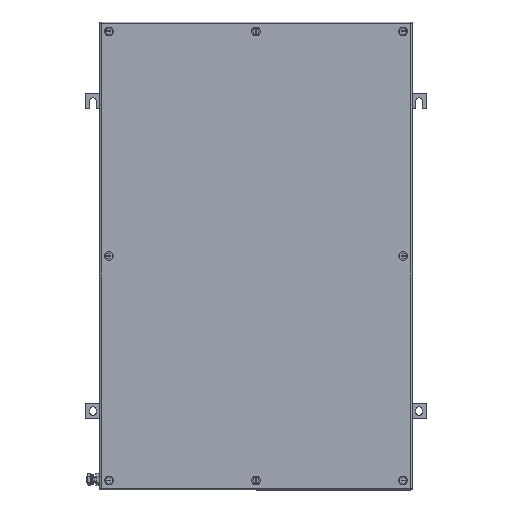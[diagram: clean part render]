
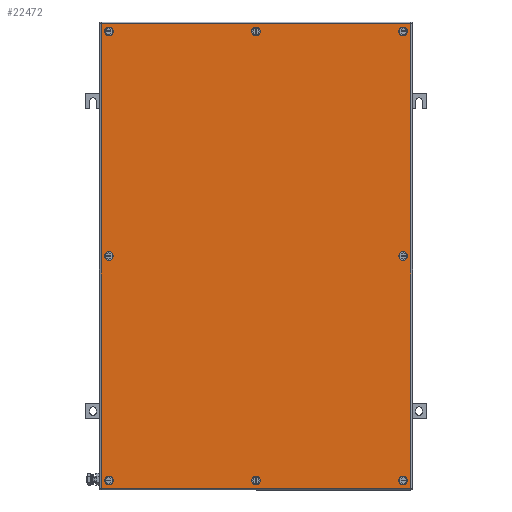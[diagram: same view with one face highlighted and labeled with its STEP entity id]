
A CAD part, top view. The second image highlights one B-rep face of the part: STEP entity #22472.
In plain terms, the highlighted planar face has unit normal (0, 0, 1).
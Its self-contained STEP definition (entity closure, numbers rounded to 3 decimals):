
#22274=AXIS2_PLACEMENT_3D('Circle Axis2P3D',#22272,#22273,$) ;
#22301=AXIS2_PLACEMENT_3D('Plane Axis2P3D',#22298,#22299,#22300) ;
#22339=AXIS2_PLACEMENT_3D('Circle Axis2P3D',#22337,#22338,$) ;
#22348=AXIS2_PLACEMENT_3D('Circle Axis2P3D',#22346,#22347,$) ;
#22357=AXIS2_PLACEMENT_3D('Circle Axis2P3D',#22355,#22356,$) ;
#22366=AXIS2_PLACEMENT_3D('Circle Axis2P3D',#22364,#22365,$) ;
#22375=AXIS2_PLACEMENT_3D('Circle Axis2P3D',#22373,#22374,$) ;
#22384=AXIS2_PLACEMENT_3D('Circle Axis2P3D',#22382,#22383,$) ;
#22393=AXIS2_PLACEMENT_3D('Circle Axis2P3D',#22391,#22392,$) ;
#22402=AXIS2_PLACEMENT_3D('Circle Axis2P3D',#22400,#22401,$) ;
#22411=AXIS2_PLACEMENT_3D('Circle Axis2P3D',#22409,#22410,$) ;
#22420=AXIS2_PLACEMENT_3D('Circle Axis2P3D',#22418,#22419,$) ;
#22429=AXIS2_PLACEMENT_3D('Circle Axis2P3D',#22427,#22428,$) ;
#22438=AXIS2_PLACEMENT_3D('Circle Axis2P3D',#22436,#22437,$) ;
#22447=AXIS2_PLACEMENT_3D('Circle Axis2P3D',#22445,#22446,$) ;
#22456=AXIS2_PLACEMENT_3D('Circle Axis2P3D',#22454,#22455,$) ;
#22465=AXIS2_PLACEMENT_3D('Circle Axis2P3D',#22463,#22464,$) ;
#22269=CARTESIAN_POINT('Vertex',(276.,15.,153.5)) ;
#22272=CARTESIAN_POINT('Axis2P3D Location',(279.5,15.,153.5)) ;
#22276=CARTESIAN_POINT('Vertex',(283.,15.,153.5)) ;
#22298=CARTESIAN_POINT('Axis2P3D Location',(279.5,383.5,153.5)) ;
#22303=CARTESIAN_POINT('Line Origine',(279.5,764.,153.5)) ;
#22307=CARTESIAN_POINT('Vertex',(533.,764.,153.5)) ;
#22309=CARTESIAN_POINT('Vertex',(26.,764.,153.5)) ;
#22312=CARTESIAN_POINT('Line Origine',(26.,383.5,153.5)) ;
#22316=CARTESIAN_POINT('Vertex',(26.,3.,153.5)) ;
#22319=CARTESIAN_POINT('Line Origine',(279.5,3.,153.5)) ;
#22323=CARTESIAN_POINT('Vertex',(533.,3.,153.5)) ;
#22326=CARTESIAN_POINT('Line Origine',(533.,383.5,153.5)) ;
#22337=CARTESIAN_POINT('Axis2P3D Location',(279.5,15.,153.5)) ;
#22346=CARTESIAN_POINT('Axis2P3D Location',(279.5,752.,153.5)) ;
#22350=CARTESIAN_POINT('Vertex',(283.,752.,153.5)) ;
#22352=CARTESIAN_POINT('Vertex',(276.,752.,153.5)) ;
#22355=CARTESIAN_POINT('Axis2P3D Location',(279.5,752.,153.5)) ;
#22364=CARTESIAN_POINT('Axis2P3D Location',(38.,383.5,153.5)) ;
#22368=CARTESIAN_POINT('Vertex',(34.5,383.5,153.5)) ;
#22370=CARTESIAN_POINT('Vertex',(41.5,383.5,153.5)) ;
#22373=CARTESIAN_POINT('Axis2P3D Location',(38.,383.5,153.5)) ;
#22382=CARTESIAN_POINT('Axis2P3D Location',(521.,383.5,153.5)) ;
#22386=CARTESIAN_POINT('Vertex',(524.5,383.5,153.5)) ;
#22388=CARTESIAN_POINT('Vertex',(517.5,383.5,153.5)) ;
#22391=CARTESIAN_POINT('Axis2P3D Location',(521.,383.5,153.5)) ;
#22400=CARTESIAN_POINT('Axis2P3D Location',(38.,752.,153.5)) ;
#22404=CARTESIAN_POINT('Vertex',(34.5,752.,153.5)) ;
#22406=CARTESIAN_POINT('Vertex',(41.5,752.,153.5)) ;
#22409=CARTESIAN_POINT('Axis2P3D Location',(38.,752.,153.5)) ;
#22418=CARTESIAN_POINT('Axis2P3D Location',(38.,15.,153.5)) ;
#22422=CARTESIAN_POINT('Vertex',(34.5,15.,153.5)) ;
#22424=CARTESIAN_POINT('Vertex',(41.5,15.,153.5)) ;
#22427=CARTESIAN_POINT('Axis2P3D Location',(38.,15.,153.5)) ;
#22436=CARTESIAN_POINT('Axis2P3D Location',(521.,15.,153.5)) ;
#22440=CARTESIAN_POINT('Vertex',(524.5,15.,153.5)) ;
#22442=CARTESIAN_POINT('Vertex',(517.5,15.,153.5)) ;
#22445=CARTESIAN_POINT('Axis2P3D Location',(521.,15.,153.5)) ;
#22454=CARTESIAN_POINT('Axis2P3D Location',(521.,752.,153.5)) ;
#22458=CARTESIAN_POINT('Vertex',(524.5,752.,153.5)) ;
#22460=CARTESIAN_POINT('Vertex',(517.5,752.,153.5)) ;
#22463=CARTESIAN_POINT('Axis2P3D Location',(521.,752.,153.5)) ;
#22273=DIRECTION('Axis2P3D Direction',(0.,0.,1.)) ;
#22299=DIRECTION('Axis2P3D Direction',(0.,0.,1.)) ;
#22300=DIRECTION('Axis2P3D XDirection',(1.,0.,0.)) ;
#22304=DIRECTION('Vector Direction',(1.,0.,0.)) ;
#22313=DIRECTION('Vector Direction',(0.,-1.,0.)) ;
#22320=DIRECTION('Vector Direction',(1.,0.,0.)) ;
#22327=DIRECTION('Vector Direction',(0.,1.,0.)) ;
#22338=DIRECTION('Axis2P3D Direction',(0.,0.,1.)) ;
#22347=DIRECTION('Axis2P3D Direction',(0.,0.,1.)) ;
#22356=DIRECTION('Axis2P3D Direction',(0.,0.,1.)) ;
#22365=DIRECTION('Axis2P3D Direction',(0.,0.,1.)) ;
#22374=DIRECTION('Axis2P3D Direction',(0.,0.,1.)) ;
#22383=DIRECTION('Axis2P3D Direction',(0.,0.,1.)) ;
#22392=DIRECTION('Axis2P3D Direction',(0.,0.,1.)) ;
#22401=DIRECTION('Axis2P3D Direction',(0.,0.,1.)) ;
#22410=DIRECTION('Axis2P3D Direction',(0.,0.,1.)) ;
#22419=DIRECTION('Axis2P3D Direction',(0.,0.,1.)) ;
#22428=DIRECTION('Axis2P3D Direction',(0.,0.,1.)) ;
#22437=DIRECTION('Axis2P3D Direction',(0.,0.,1.)) ;
#22446=DIRECTION('Axis2P3D Direction',(0.,0.,1.)) ;
#22455=DIRECTION('Axis2P3D Direction',(0.,0.,1.)) ;
#22464=DIRECTION('Axis2P3D Direction',(0.,0.,1.)) ;
#22305=VECTOR('Line Direction',#22304,1.) ;
#22314=VECTOR('Line Direction',#22313,1.) ;
#22321=VECTOR('Line Direction',#22320,1.) ;
#22328=VECTOR('Line Direction',#22327,1.) ;
#22332=ORIENTED_EDGE('',*,*,#22311,.T.) ;
#22333=ORIENTED_EDGE('',*,*,#22318,.T.) ;
#22334=ORIENTED_EDGE('',*,*,#22325,.T.) ;
#22335=ORIENTED_EDGE('',*,*,#22330,.T.) ;
#22343=ORIENTED_EDGE('',*,*,#22341,.F.) ;
#22344=ORIENTED_EDGE('',*,*,#22278,.F.) ;
#22361=ORIENTED_EDGE('',*,*,#22354,.F.) ;
#22362=ORIENTED_EDGE('',*,*,#22359,.F.) ;
#22379=ORIENTED_EDGE('',*,*,#22372,.F.) ;
#22380=ORIENTED_EDGE('',*,*,#22377,.F.) ;
#22397=ORIENTED_EDGE('',*,*,#22390,.F.) ;
#22398=ORIENTED_EDGE('',*,*,#22395,.F.) ;
#22415=ORIENTED_EDGE('',*,*,#22408,.F.) ;
#22416=ORIENTED_EDGE('',*,*,#22413,.F.) ;
#22433=ORIENTED_EDGE('',*,*,#22426,.F.) ;
#22434=ORIENTED_EDGE('',*,*,#22431,.F.) ;
#22451=ORIENTED_EDGE('',*,*,#22444,.F.) ;
#22452=ORIENTED_EDGE('',*,*,#22449,.F.) ;
#22469=ORIENTED_EDGE('',*,*,#22462,.F.) ;
#22470=ORIENTED_EDGE('',*,*,#22467,.F.) ;
#22345=FACE_BOUND('',#22342,.T.) ;
#22363=FACE_BOUND('',#22360,.T.) ;
#22381=FACE_BOUND('',#22378,.T.) ;
#22399=FACE_BOUND('',#22396,.T.) ;
#22417=FACE_BOUND('',#22414,.T.) ;
#22435=FACE_BOUND('',#22432,.T.) ;
#22453=FACE_BOUND('',#22450,.T.) ;
#22471=FACE_BOUND('',#22468,.T.) ;
#22472=ADVANCED_FACE('ZUB_DE_KTB_FS.1\\DE_KTB_MH_PART_MASTER.1\\Koerper.2',(#22336,#22345,#22363,#22381,#22399,#22417,#22435,#22453,#22471),#22302,.T.) ;
#22275=CIRCLE('generated circle',#22274,3.5) ;
#22340=CIRCLE('generated circle',#22339,3.5) ;
#22349=CIRCLE('generated circle',#22348,3.5) ;
#22358=CIRCLE('generated circle',#22357,3.5) ;
#22367=CIRCLE('generated circle',#22366,3.5) ;
#22376=CIRCLE('generated circle',#22375,3.5) ;
#22385=CIRCLE('generated circle',#22384,3.5) ;
#22394=CIRCLE('generated circle',#22393,3.5) ;
#22403=CIRCLE('generated circle',#22402,3.5) ;
#22412=CIRCLE('generated circle',#22411,3.5) ;
#22421=CIRCLE('generated circle',#22420,3.5) ;
#22430=CIRCLE('generated circle',#22429,3.5) ;
#22439=CIRCLE('generated circle',#22438,3.5) ;
#22448=CIRCLE('generated circle',#22447,3.5) ;
#22457=CIRCLE('generated circle',#22456,3.5) ;
#22466=CIRCLE('generated circle',#22465,3.5) ;
#22278=EDGE_CURVE('',#22270,#22277,#22275,.T.) ;
#22311=EDGE_CURVE('',#22308,#22310,#22306,.F.) ;
#22318=EDGE_CURVE('',#22310,#22317,#22315,.T.) ;
#22325=EDGE_CURVE('',#22317,#22324,#22322,.T.) ;
#22330=EDGE_CURVE('',#22324,#22308,#22329,.T.) ;
#22341=EDGE_CURVE('',#22277,#22270,#22340,.T.) ;
#22354=EDGE_CURVE('',#22351,#22353,#22349,.T.) ;
#22359=EDGE_CURVE('',#22353,#22351,#22358,.T.) ;
#22372=EDGE_CURVE('',#22369,#22371,#22367,.T.) ;
#22377=EDGE_CURVE('',#22371,#22369,#22376,.T.) ;
#22390=EDGE_CURVE('',#22387,#22389,#22385,.T.) ;
#22395=EDGE_CURVE('',#22389,#22387,#22394,.T.) ;
#22408=EDGE_CURVE('',#22405,#22407,#22403,.T.) ;
#22413=EDGE_CURVE('',#22407,#22405,#22412,.T.) ;
#22426=EDGE_CURVE('',#22423,#22425,#22421,.T.) ;
#22431=EDGE_CURVE('',#22425,#22423,#22430,.T.) ;
#22444=EDGE_CURVE('',#22441,#22443,#22439,.T.) ;
#22449=EDGE_CURVE('',#22443,#22441,#22448,.T.) ;
#22462=EDGE_CURVE('',#22459,#22461,#22457,.T.) ;
#22467=EDGE_CURVE('',#22461,#22459,#22466,.T.) ;
#22331=EDGE_LOOP('',(#22332,#22333,#22334,#22335)) ;
#22342=EDGE_LOOP('',(#22343,#22344)) ;
#22360=EDGE_LOOP('',(#22361,#22362)) ;
#22378=EDGE_LOOP('',(#22379,#22380)) ;
#22396=EDGE_LOOP('',(#22397,#22398)) ;
#22414=EDGE_LOOP('',(#22415,#22416)) ;
#22432=EDGE_LOOP('',(#22433,#22434)) ;
#22450=EDGE_LOOP('',(#22451,#22452)) ;
#22468=EDGE_LOOP('',(#22469,#22470)) ;
#22336=FACE_OUTER_BOUND('',#22331,.T.) ;
#22306=LINE('Line',#22303,#22305) ;
#22315=LINE('Line',#22312,#22314) ;
#22322=LINE('Line',#22319,#22321) ;
#22329=LINE('Line',#22326,#22328) ;
#22302=PLANE('',#22301) ;
#22270=VERTEX_POINT('',#22269) ;
#22277=VERTEX_POINT('',#22276) ;
#22308=VERTEX_POINT('',#22307) ;
#22310=VERTEX_POINT('',#22309) ;
#22317=VERTEX_POINT('',#22316) ;
#22324=VERTEX_POINT('',#22323) ;
#22351=VERTEX_POINT('',#22350) ;
#22353=VERTEX_POINT('',#22352) ;
#22369=VERTEX_POINT('',#22368) ;
#22371=VERTEX_POINT('',#22370) ;
#22387=VERTEX_POINT('',#22386) ;
#22389=VERTEX_POINT('',#22388) ;
#22405=VERTEX_POINT('',#22404) ;
#22407=VERTEX_POINT('',#22406) ;
#22423=VERTEX_POINT('',#22422) ;
#22425=VERTEX_POINT('',#22424) ;
#22441=VERTEX_POINT('',#22440) ;
#22443=VERTEX_POINT('',#22442) ;
#22459=VERTEX_POINT('',#22458) ;
#22461=VERTEX_POINT('',#22460) ;
